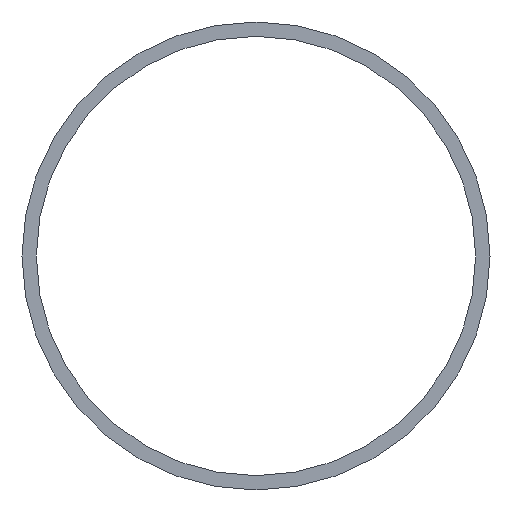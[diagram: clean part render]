
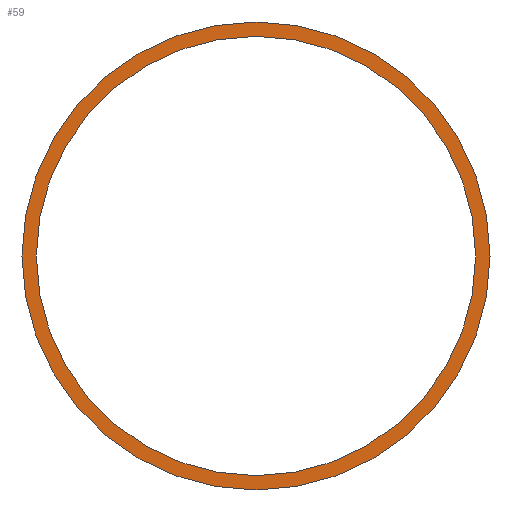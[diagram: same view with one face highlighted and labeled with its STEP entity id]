
A CAD part, left-side view. The second image highlights one B-rep face of the part: STEP entity #59.
In plain terms, the highlighted planar face has unit normal (-1, 0, 0).
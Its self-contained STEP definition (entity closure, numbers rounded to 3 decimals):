
#57 = EDGE_CURVE( '', #99, #75, #128, .T. );
#59 = ADVANCED_FACE( '', ( #130, #131 ), #132, .F. );
#71 = VERTEX_POINT( '', #144 );
#75 = VERTEX_POINT( '', #148 );
#79 = EDGE_CURVE( '', #87, #71, #152, .T. );
#87 = VERTEX_POINT( '', #161 );
#93 = EDGE_CURVE( '', #75, #99, #168, .T. );
#99 = VERTEX_POINT( '', #175 );
#101 = EDGE_CURVE( '', #71, #87, #177, .T. );
#128 = CIRCLE( '', #197, 166.6 );
#130 = FACE_OUTER_BOUND( '', #199, .T. );
#131 = FACE_BOUND( '', #200, .T. );
#132 = PLANE( '', #201 );
#144 = CARTESIAN_POINT( '', ( 0., 0., 177.5 ) );
#148 = CARTESIAN_POINT( '', ( 0., 0., -166.6 ) );
#152 = CIRCLE( '', #231, 177.5 );
#161 = CARTESIAN_POINT( '', ( 0., 0., -177.5 ) );
#168 = CIRCLE( '', #249, 166.6 );
#175 = CARTESIAN_POINT( '', ( 0., 0., 166.6 ) );
#177 = CIRCLE( '', #260, 177.5 );
#197 = AXIS2_PLACEMENT_3D( '', #278, #279, #280 );
#199 = EDGE_LOOP( '', ( #282, #283 ) );
#200 = EDGE_LOOP( '', ( #284, #285 ) );
#201 = AXIS2_PLACEMENT_3D( '', #286, #287, #288 );
#231 = AXIS2_PLACEMENT_3D( '', #296, #297, #298 );
#249 = AXIS2_PLACEMENT_3D( '', #318, #319, #320 );
#260 = AXIS2_PLACEMENT_3D( '', #332, #333, #334 );
#278 = CARTESIAN_POINT( '', ( 0., 0., 0. ) );
#279 = DIRECTION( '', ( 1., 0., 0. ) );
#280 = DIRECTION( '', ( 0., 0., -1. ) );
#282 = ORIENTED_EDGE( '', *, *, #79, .F. );
#283 = ORIENTED_EDGE( '', *, *, #101, .F. );
#284 = ORIENTED_EDGE( '', *, *, #93, .T. );
#285 = ORIENTED_EDGE( '', *, *, #57, .T. );
#286 = CARTESIAN_POINT( '', ( 0., 0., 0. ) );
#287 = DIRECTION( '', ( 1., 0., 0. ) );
#288 = DIRECTION( '', ( 0., 0., -1. ) );
#296 = CARTESIAN_POINT( '', ( 0., 0., 0. ) );
#297 = DIRECTION( '', ( 1., 0., 0. ) );
#298 = DIRECTION( '', ( 0., 0., -1. ) );
#318 = CARTESIAN_POINT( '', ( 0., 0., 0. ) );
#319 = DIRECTION( '', ( 1., 0., 0. ) );
#320 = DIRECTION( '', ( 0., 0., -1. ) );
#332 = CARTESIAN_POINT( '', ( 0., 0., 0. ) );
#333 = DIRECTION( '', ( 1., 0., 0. ) );
#334 = DIRECTION( '', ( 0., 0., -1. ) );
